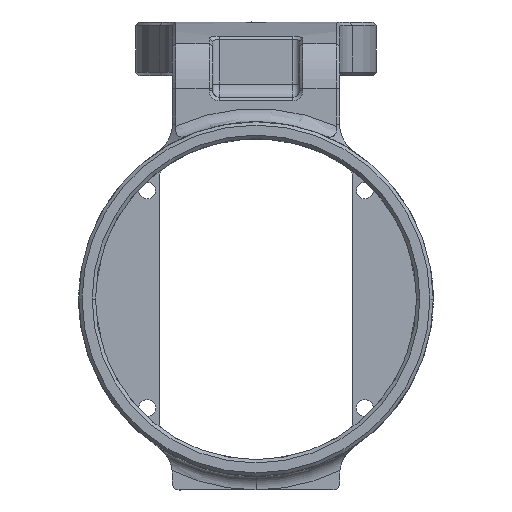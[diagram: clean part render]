
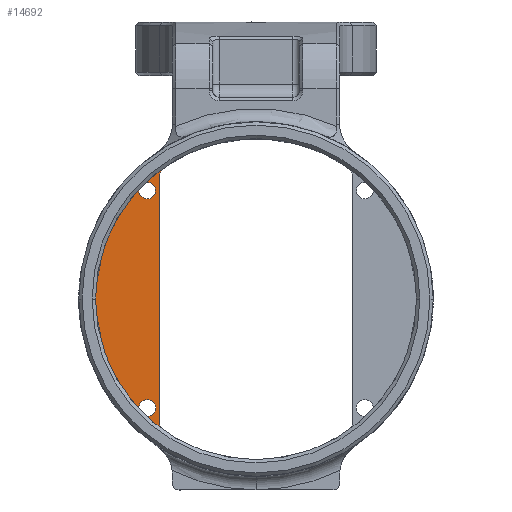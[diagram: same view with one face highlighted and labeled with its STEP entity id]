
A CAD part, top view. The second image highlights one B-rep face of the part: STEP entity #14692.
In plain terms, the highlighted planar face has unit normal (0, 0, 1).
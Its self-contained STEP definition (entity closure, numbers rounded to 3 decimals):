
#72 = DIRECTION ( 'NONE',  ( -1., 0., 0. ) ) ;
#290 = AXIS2_PLACEMENT_3D ( 'NONE', #9021, #17093, #4802 ) ;
#365 = EDGE_CURVE ( 'NONE', #9879, #3542, #2815, .T. ) ;
#389 = DIRECTION ( 'NONE',  ( -1., 0., 0. ) ) ;
#996 = VERTEX_POINT ( 'NONE', #16979 ) ;
#1251 = AXIS2_PLACEMENT_3D ( 'NONE', #5409, #8198, #12231 ) ;
#1257 = DIRECTION ( 'NONE',  ( -1., 0., 0. ) ) ;
#1408 = CIRCLE ( 'NONE', #8009, 24. ) ;
#1458 = EDGE_CURVE ( 'NONE', #6515, #10334, #14009, .T. ) ;
#1664 = ORIENTED_EDGE ( 'NONE', *, *, #13962, .T. ) ;
#1670 = AXIS2_PLACEMENT_3D ( 'NONE', #6744, #8356, #14998 ) ;
#1759 = CIRCLE ( 'NONE', #11782, 1.25 ) ;
#1769 = CIRCLE ( 'NONE', #4630, 1.25 ) ;
#2089 = CIRCLE ( 'NONE', #14413, 2. ) ;
#2291 = CIRCLE ( 'NONE', #290, 24. ) ;
#2298 = DIRECTION ( 'NONE',  ( 0., 0., 1. ) ) ;
#2393 = ORIENTED_EDGE ( 'NONE', *, *, #3171, .F. ) ;
#2649 = CARTESIAN_POINT ( 'NONE',  ( -17.504, 47.62, 574.5 ) ) ;
#2779 = CARTESIAN_POINT ( 'NONE',  ( -24., 31.2, 574.5 ) ) ;
#2804 = CARTESIAN_POINT ( 'NONE',  ( -16.263, 14.937, 574.5 ) ) ;
#2815 = CIRCLE ( 'NONE', #1670, 1.25 ) ;
#3171 = EDGE_CURVE ( 'NONE', #17599, #17596, #1408, .T. ) ;
#3542 = VERTEX_POINT ( 'NONE', #6695 ) ;
#3565 = AXIS2_PLACEMENT_3D ( 'NONE', #4755, #6104, #11569 ) ;
#3603 = CARTESIAN_POINT ( 'NONE',  ( -16.42, 48.704, 574.5 ) ) ;
#3724 = ORIENTED_EDGE ( 'NONE', *, *, #365, .F. ) ;
#3747 = CARTESIAN_POINT ( 'NONE',  ( -17.513, 14.937, 574.5 ) ) ;
#3781 = DIRECTION ( 'NONE',  ( 0., 0., -1. ) ) ;
#3927 = DIRECTION ( 'NONE',  ( 0., 0., -1. ) ) ;
#3988 = ORIENTED_EDGE ( 'NONE', *, *, #16324, .T. ) ;
#4290 = CARTESIAN_POINT ( 'NONE',  ( -16.263, 47.463, 574.5 ) ) ;
#4579 = FACE_OUTER_BOUND ( 'NONE', #12003, .T. ) ;
#4630 = AXIS2_PLACEMENT_3D ( 'NONE', #6268, #6356, #6184 ) ;
#4755 = CARTESIAN_POINT ( 'NONE',  ( 0., 31.2, 574.5 ) ) ;
#4802 = DIRECTION ( 'NONE',  ( -1., 0., 0. ) ) ;
#4813 = VERTEX_POINT ( 'NONE', #10476 ) ;
#4828 = CARTESIAN_POINT ( 'NONE',  ( -16.42, 13.696, 574.5 ) ) ;
#4900 = DIRECTION ( 'NONE',  ( -1., 0., 0. ) ) ;
#4927 = PLANE ( 'NONE',  #3565 ) ;
#5112 = CARTESIAN_POINT ( 'NONE',  ( 0., 31.2, 574.5 ) ) ;
#5409 = CARTESIAN_POINT ( 'NONE',  ( -12.5, 49.304, 574.5 ) ) ;
#5560 = CIRCLE ( 'NONE', #6421, 1.25 ) ;
#6104 = DIRECTION ( 'NONE',  ( 0., 0., -1. ) ) ;
#6184 = DIRECTION ( 'NONE',  ( -1., 0., 0. ) ) ;
#6268 = CARTESIAN_POINT ( 'NONE',  ( -16.263, 47.463, 574.5 ) ) ;
#6269 = AXIS2_PLACEMENT_3D ( 'NONE', #4290, #11026, #8423 ) ;
#6313 = CARTESIAN_POINT ( 'NONE',  ( -17.513, 47.463, 574.5 ) ) ;
#6356 = DIRECTION ( 'NONE',  ( 0., 0., 1. ) ) ;
#6421 = AXIS2_PLACEMENT_3D ( 'NONE', #6517, #2298, #4900 ) ;
#6458 = VERTEX_POINT ( 'NONE', #13868 ) ;
#6515 = VERTEX_POINT ( 'NONE', #6313 ) ;
#6517 = CARTESIAN_POINT ( 'NONE',  ( -16.263, 14.937, 574.5 ) ) ;
#6695 = CARTESIAN_POINT ( 'NONE',  ( -15.013, 14.937, 574.5 ) ) ;
#6744 = CARTESIAN_POINT ( 'NONE',  ( -16.263, 14.937, 574.5 ) ) ;
#6877 = VERTEX_POINT ( 'NONE', #3603 ) ;
#6908 = DIRECTION ( 'NONE',  ( 0., 0., -1. ) ) ;
#7079 = EDGE_CURVE ( 'NONE', #17532, #9879, #12616, .T. ) ;
#7683 = EDGE_CURVE ( 'NONE', #17596, #13246, #2291, .T. ) ;
#7905 = DIRECTION ( 'NONE',  ( -1., 0., 0. ) ) ;
#8009 = AXIS2_PLACEMENT_3D ( 'NONE', #9067, #14722, #7905 ) ;
#8198 = DIRECTION ( 'NONE',  ( 0., 0., -1. ) ) ;
#8356 = DIRECTION ( 'NONE',  ( 0., 0., 1. ) ) ;
#8423 = DIRECTION ( 'NONE',  ( -1., 0., 0. ) ) ;
#8883 = CARTESIAN_POINT ( 'NONE',  ( -13.636, 11.45, 574.5 ) ) ;
#8936 = ORIENTED_EDGE ( 'NONE', *, *, #9811, .F. ) ;
#9021 = CARTESIAN_POINT ( 'NONE',  ( 0., 31.2, 574.5 ) ) ;
#9067 = CARTESIAN_POINT ( 'NONE',  ( 0., 31.2, 574.5 ) ) ;
#9131 = EDGE_CURVE ( 'NONE', #10334, #6877, #1759, .T. ) ;
#9238 = CARTESIAN_POINT ( 'NONE',  ( -17.504, 14.78, 574.5 ) ) ;
#9326 = EDGE_CURVE ( 'NONE', #17003, #17599, #12930, .T. ) ;
#9753 = AXIS2_PLACEMENT_3D ( 'NONE', #5112, #3781, #1257 ) ;
#9811 = EDGE_CURVE ( 'NONE', #13246, #6515, #1769, .T. ) ;
#9879 = VERTEX_POINT ( 'NONE', #4828 ) ;
#10174 = CARTESIAN_POINT ( 'NONE',  ( -16.263, 47.463, 574.5 ) ) ;
#10334 = VERTEX_POINT ( 'NONE', #15189 ) ;
#10476 = CARTESIAN_POINT ( 'NONE',  ( -14.5, 49.304, 574.5 ) ) ;
#10661 = ORIENTED_EDGE ( 'NONE', *, *, #1458, .F. ) ;
#10824 = DIRECTION ( 'NONE',  ( -1., 0., 0. ) ) ;
#10871 = DIRECTION ( 'NONE',  ( 0., 1., 0. ) ) ;
#11025 = EDGE_CURVE ( 'NONE', #6877, #996, #14122, .T. ) ;
#11026 = DIRECTION ( 'NONE',  ( 0., 0., 1. ) ) ;
#11569 = DIRECTION ( 'NONE',  ( -1., 0., 0. ) ) ;
#11782 = AXIS2_PLACEMENT_3D ( 'NONE', #10174, #14037, #389 ) ;
#12003 = EDGE_LOOP ( 'NONE', ( #3988, #1664, #12254, #14972, #10661, #8936, #13267, #2393, #12212, #16122, #3724, #12343, #14610 ) ) ;
#12033 = CARTESIAN_POINT ( 'NONE',  ( -14.5, 31.2, 574.5 ) ) ;
#12212 = ORIENTED_EDGE ( 'NONE', *, *, #9326, .F. ) ;
#12231 = DIRECTION ( 'NONE',  ( -1., 0., 0. ) ) ;
#12254 = ORIENTED_EDGE ( 'NONE', *, *, #11025, .F. ) ;
#12343 = ORIENTED_EDGE ( 'NONE', *, *, #7079, .F. ) ;
#12397 = DIRECTION ( 'NONE',  ( -1., 0., 0. ) ) ;
#12500 = EDGE_CURVE ( 'NONE', #17532, #6458, #2089, .T. ) ;
#12616 = CIRCLE ( 'NONE', #9753, 24. ) ;
#12930 = CIRCLE ( 'NONE', #16091, 1.25 ) ;
#13245 = AXIS2_PLACEMENT_3D ( 'NONE', #16214, #3927, #10824 ) ;
#13246 = VERTEX_POINT ( 'NONE', #2649 ) ;
#13267 = ORIENTED_EDGE ( 'NONE', *, *, #7683, .F. ) ;
#13583 = VECTOR ( 'NONE', #10871, 1000. ) ;
#13868 = CARTESIAN_POINT ( 'NONE',  ( -14.5, 13.096, 574.5 ) ) ;
#13962 = EDGE_CURVE ( 'NONE', #4813, #996, #16733, .T. ) ;
#14009 = CIRCLE ( 'NONE', #6269, 1.25 ) ;
#14037 = DIRECTION ( 'NONE',  ( 0., 0., 1. ) ) ;
#14068 = EDGE_CURVE ( 'NONE', #3542, #17003, #5560, .T. ) ;
#14122 = CIRCLE ( 'NONE', #13245, 24. ) ;
#14413 = AXIS2_PLACEMENT_3D ( 'NONE', #15340, #6908, #72 ) ;
#14610 = ORIENTED_EDGE ( 'NONE', *, *, #12500, .T. ) ;
#14692 = ADVANCED_FACE ( 'NONE', ( #4579 ), #4927, .F. ) ;
#14722 = DIRECTION ( 'NONE',  ( 0., 0., -1. ) ) ;
#14739 = LINE ( 'NONE', #12033, #13583 ) ;
#14972 = ORIENTED_EDGE ( 'NONE', *, *, #9131, .F. ) ;
#14998 = DIRECTION ( 'NONE',  ( -1., 0., 0. ) ) ;
#15189 = CARTESIAN_POINT ( 'NONE',  ( -15.013, 47.463, 574.5 ) ) ;
#15340 = CARTESIAN_POINT ( 'NONE',  ( -12.5, 13.096, 574.5 ) ) ;
#16091 = AXIS2_PLACEMENT_3D ( 'NONE', #2804, #16256, #12397 ) ;
#16122 = ORIENTED_EDGE ( 'NONE', *, *, #14068, .F. ) ;
#16214 = CARTESIAN_POINT ( 'NONE',  ( 0., 31.2, 574.5 ) ) ;
#16256 = DIRECTION ( 'NONE',  ( 0., 0., 1. ) ) ;
#16324 = EDGE_CURVE ( 'NONE', #6458, #4813, #14739, .T. ) ;
#16733 = CIRCLE ( 'NONE', #1251, 2. ) ;
#16979 = CARTESIAN_POINT ( 'NONE',  ( -13.636, 50.95, 574.5 ) ) ;
#17003 = VERTEX_POINT ( 'NONE', #3747 ) ;
#17093 = DIRECTION ( 'NONE',  ( 0., 0., -1. ) ) ;
#17532 = VERTEX_POINT ( 'NONE', #8883 ) ;
#17596 = VERTEX_POINT ( 'NONE', #2779 ) ;
#17599 = VERTEX_POINT ( 'NONE', #9238 ) ;
